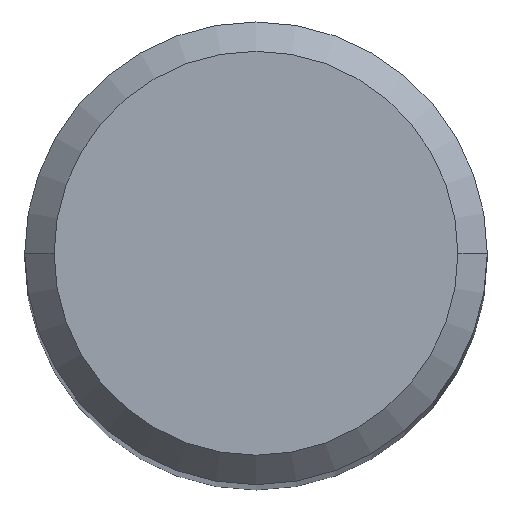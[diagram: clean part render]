
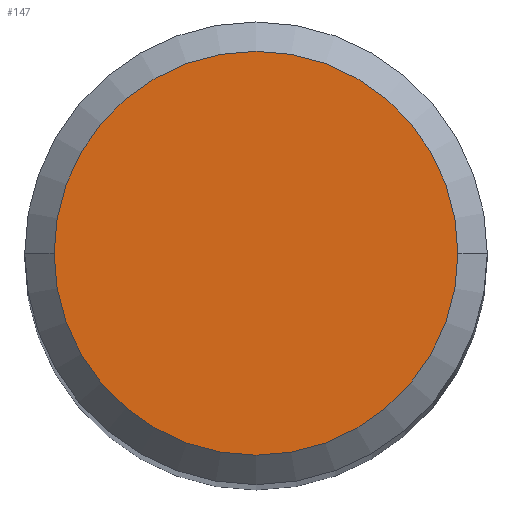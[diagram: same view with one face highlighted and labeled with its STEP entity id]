
A CAD part, top view. The second image highlights one B-rep face of the part: STEP entity #147.
In plain terms, the highlighted planar face has unit normal (0, 0, 1).
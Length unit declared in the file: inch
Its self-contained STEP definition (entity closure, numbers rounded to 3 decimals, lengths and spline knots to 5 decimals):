
#16 = DIRECTION ( 'NONE',  ( 1., 0., 0. ) ) ;
#18 = DIRECTION ( 'NONE',  ( 0., 0., 1. ) ) ;
#63 = DIRECTION ( 'NONE',  ( 1., 0., 0. ) ) ;
#84 = AXIS2_PLACEMENT_3D ( 'NONE', #291, #18, #16 ) ;
#88 = PLANE ( 'NONE',  #122 ) ;
#96 = DIRECTION ( 'NONE',  ( 0., 0., 1. ) ) ;
#97 = EDGE_CURVE ( 'NONE', #201, #288, #255, .T. ) ;
#105 = AXIS2_PLACEMENT_3D ( 'NONE', #290, #242, #233 ) ;
#122 = AXIS2_PLACEMENT_3D ( 'NONE', #141, #96, #63 ) ;
#141 = CARTESIAN_POINT ( 'NONE',  ( 0., 0., 2.24409 ) ) ;
#147 = ADVANCED_FACE ( 'NONE', ( #278 ), #88, .T. ) ;
#150 = CIRCLE ( 'NONE', #84, 0.10311 ) ;
#158 = ORIENTED_EDGE ( 'NONE', *, *, #195, .T. ) ;
#195 = EDGE_CURVE ( 'NONE', #288, #201, #150, .T. ) ;
#201 = VERTEX_POINT ( 'NONE', #220 ) ;
#211 = CARTESIAN_POINT ( 'NONE',  ( 0.10311, 0., 2.24409 ) ) ;
#213 = EDGE_LOOP ( 'NONE', ( #280, #158 ) ) ;
#220 = CARTESIAN_POINT ( 'NONE',  ( -0.10311, 0., 2.24409 ) ) ;
#233 = DIRECTION ( 'NONE',  ( 1., 0., 0. ) ) ;
#242 = DIRECTION ( 'NONE',  ( 0., 0., 1. ) ) ;
#255 = CIRCLE ( 'NONE', #105, 0.10311 ) ;
#278 = FACE_OUTER_BOUND ( 'NONE', #213, .T. ) ;
#280 = ORIENTED_EDGE ( 'NONE', *, *, #97, .T. ) ;
#288 = VERTEX_POINT ( 'NONE', #211 ) ;
#290 = CARTESIAN_POINT ( 'NONE',  ( 0., 0., 2.24409 ) ) ;
#291 = CARTESIAN_POINT ( 'NONE',  ( 0., 0., 2.24409 ) ) ;
